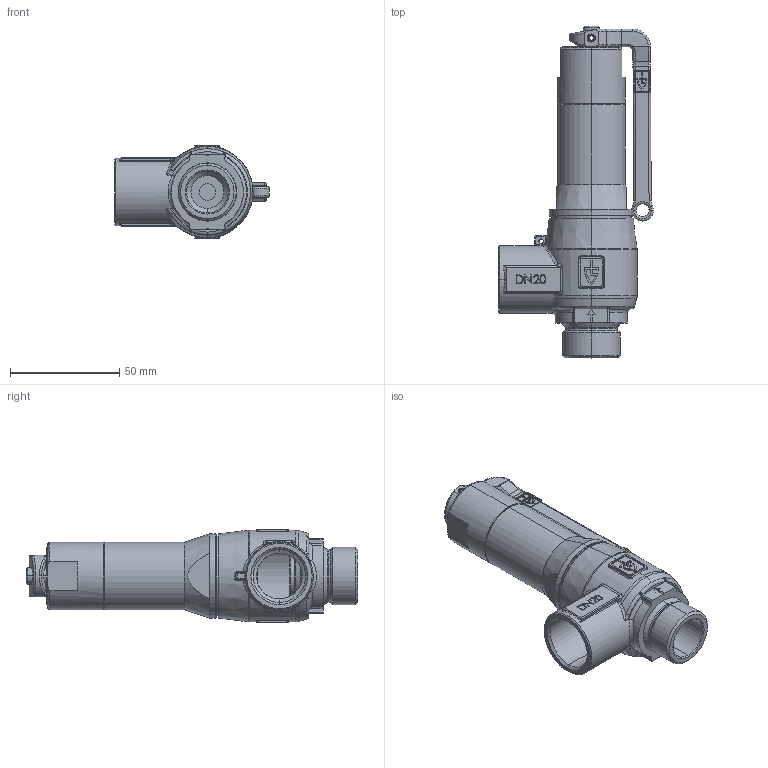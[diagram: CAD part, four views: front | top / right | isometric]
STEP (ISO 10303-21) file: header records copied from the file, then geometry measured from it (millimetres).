
FILE_DESCRIPTION (( 'STEP AP214' ), '1' );
FILE_NAME ('460L 3_4 BSP Dummy.STEP', '2012-04-20T09:25:08', ( 'Blankenhorn' ), ( '' ), 'SwSTEP 2.0', 'SolidWorks 2011', '' );
FILE_SCHEMA (( 'AUTOMOTIVE_DESIGN' ));
Length unit declared in the file: millimetre
Products named in the file (1): 460L 3_4 BSP Dummy
Bounding box: 70.95 x 152.02 x 43 mm (x, y, z)
Volume: 78422.7 mm3; surface area: 43961.8 mm2
Topology: 8 solids, 8 shells, 768 faces, 1862 edges, 1152 vertices
Faces by surface type: plane 268, cylinder 205, bspline 139, torus 93, cone 57, sphere 6
Entity records: 37529 total; most frequent: CARTESIAN_POINT 11664, ORIENTED_EDGE 3716, DIRECTION 3459, EDGE_CURVE 1858, AXIS2_PLACEMENT_3D 1303, VERTEX_POINT 1152, LINE 853, VECTOR 853
